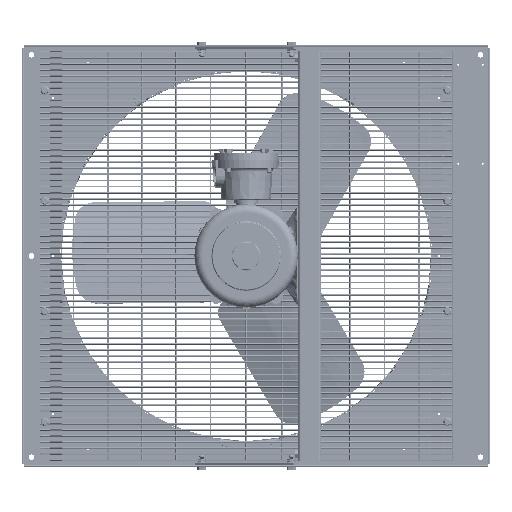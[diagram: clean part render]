
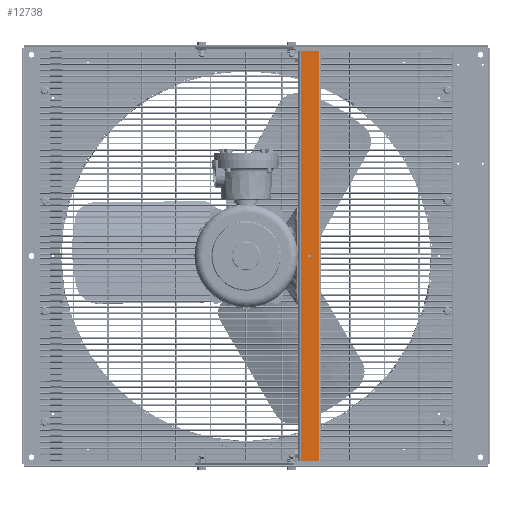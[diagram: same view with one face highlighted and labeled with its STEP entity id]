
A CAD part, left-side view. The second image highlights one B-rep face of the part: STEP entity #12738.
In plain terms, the highlighted planar face has unit normal (-1, 0, 0).
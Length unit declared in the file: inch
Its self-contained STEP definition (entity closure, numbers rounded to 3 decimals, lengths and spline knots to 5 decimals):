
#1765 = EDGE_CURVE ( 'NONE', #131674, #43778, #356498, .T. ) ;
#2336 = LINE ( 'NONE', #173135, #261223 ) ;
#4361 = DIRECTION ( 'NONE',  ( 0., 0., -1. ) ) ;
#12738 = ADVANCED_FACE ( 'NONE', ( #112052, #199436 ), #141813, .F. ) ;
#36815 = CARTESIAN_POINT ( 'NONE',  ( -3.98656, -1.04273, 13.73344 ) ) ;
#37806 = VERTEX_POINT ( 'NONE', #36815 ) ;
#42528 = ORIENTED_EDGE ( 'NONE', *, *, #1765, .F. ) ;
#43778 = VERTEX_POINT ( 'NONE', #88106 ) ;
#55989 = EDGE_CURVE ( 'NONE', #37806, #161704, #153785, .T. ) ;
#65357 = AXIS2_PLACEMENT_3D ( 'NONE', #352394, #161042, #192583 ) ;
#81298 = EDGE_CURVE ( 'NONE', #141873, #202160, #337862, .T. ) ;
#85759 = CARTESIAN_POINT ( 'NONE',  ( -3.98656, -2.24273, 13.73344 ) ) ;
#85964 = CARTESIAN_POINT ( 'NONE',  ( -3.98656, -0.89273, 13.73344 ) ) ;
#86989 = DIRECTION ( 'NONE',  ( 0., -1., 0. ) ) ;
#88106 = CARTESIAN_POINT ( 'NONE',  ( -3.98656, -1.64273, 0.09419 ) ) ;
#96101 = CARTESIAN_POINT ( 'NONE',  ( -3.98656, -0.89273, 13.73344 ) ) ;
#107602 = VECTOR ( 'NONE', #336581, 39.37008 ) ;
#111946 = EDGE_LOOP ( 'NONE', ( #193148, #184227, #298277, #122133 ) ) ;
#112052 = FACE_BOUND ( 'NONE', #245529, .T. ) ;
#122133 = ORIENTED_EDGE ( 'NONE', *, *, #125825, .T. ) ;
#125825 = EDGE_CURVE ( 'NONE', #37806, #141873, #199139, .T. ) ;
#131674 = VERTEX_POINT ( 'NONE', #279096 ) ;
#140347 = AXIS2_PLACEMENT_3D ( 'NONE', #85964, #258755, #4361 ) ;
#141813 = PLANE ( 'NONE',  #140347 ) ;
#141873 = VERTEX_POINT ( 'NONE', #212866 ) ;
#153785 = LINE ( 'NONE', #96101, #215823 ) ;
#161042 = DIRECTION ( 'NONE',  ( -1., 0., 0. ) ) ;
#161704 = VERTEX_POINT ( 'NONE', #85759 ) ;
#161756 = EDGE_CURVE ( 'NONE', #161704, #202160, #2336, .T. ) ;
#173135 = CARTESIAN_POINT ( 'NONE',  ( -3.98656, -2.24273, 13.73344 ) ) ;
#184227 = ORIENTED_EDGE ( 'NONE', *, *, #161756, .F. ) ;
#190941 = ORIENTED_EDGE ( 'NONE', *, *, #325870, .F. ) ;
#192583 = DIRECTION ( 'NONE',  ( 0., 0., 1. ) ) ;
#193148 = ORIENTED_EDGE ( 'NONE', *, *, #81298, .T. ) ;
#199139 = LINE ( 'NONE', #280946, #107602 ) ;
#199233 = DIRECTION ( 'NONE',  ( 0., 0., -1. ) ) ;
#199436 = FACE_OUTER_BOUND ( 'NONE', #111946, .T. ) ;
#202160 = VERTEX_POINT ( 'NONE', #245040 ) ;
#212866 = CARTESIAN_POINT ( 'NONE',  ( -3.98656, -1.04273, -13.73256 ) ) ;
#215823 = VECTOR ( 'NONE', #291398, 39.37008 ) ;
#220917 = CARTESIAN_POINT ( 'NONE',  ( -3.98656, -0.89273, -13.73256 ) ) ;
#222195 = VECTOR ( 'NONE', #86989, 39.37008 ) ;
#245040 = CARTESIAN_POINT ( 'NONE',  ( -3.98656, -2.24273, -13.73256 ) ) ;
#245529 = EDGE_LOOP ( 'NONE', ( #190941, #42528 ) ) ;
#258755 = DIRECTION ( 'NONE',  ( 1., 0., 0. ) ) ;
#261223 = VECTOR ( 'NONE', #199233, 39.37008 ) ;
#279096 = CARTESIAN_POINT ( 'NONE',  ( -3.98656, -1.64273, -0.09331 ) ) ;
#280946 = CARTESIAN_POINT ( 'NONE',  ( -3.98656, -1.04273, 13.73344 ) ) ;
#284740 = CIRCLE ( 'NONE', #65357, 0.09375 ) ;
#291398 = DIRECTION ( 'NONE',  ( 0., -1., 0. ) ) ;
#298277 = ORIENTED_EDGE ( 'NONE', *, *, #55989, .F. ) ;
#314567 = DIRECTION ( 'NONE',  ( 0., 0., 1. ) ) ;
#325870 = EDGE_CURVE ( 'NONE', #43778, #131674, #284740, .T. ) ;
#336581 = DIRECTION ( 'NONE',  ( 0., 0., -1. ) ) ;
#337862 = LINE ( 'NONE', #220917, #222195 ) ;
#344278 = DIRECTION ( 'NONE',  ( -1., 0., 0. ) ) ;
#346092 = CARTESIAN_POINT ( 'NONE',  ( -3.98656, -1.64273, 0.00044 ) ) ;
#352394 = CARTESIAN_POINT ( 'NONE',  ( -3.98656, -1.64273, 0.00044 ) ) ;
#356498 = CIRCLE ( 'NONE', #362910, 0.09375 ) ;
#362910 = AXIS2_PLACEMENT_3D ( 'NONE', #346092, #344278, #314567 ) ;
